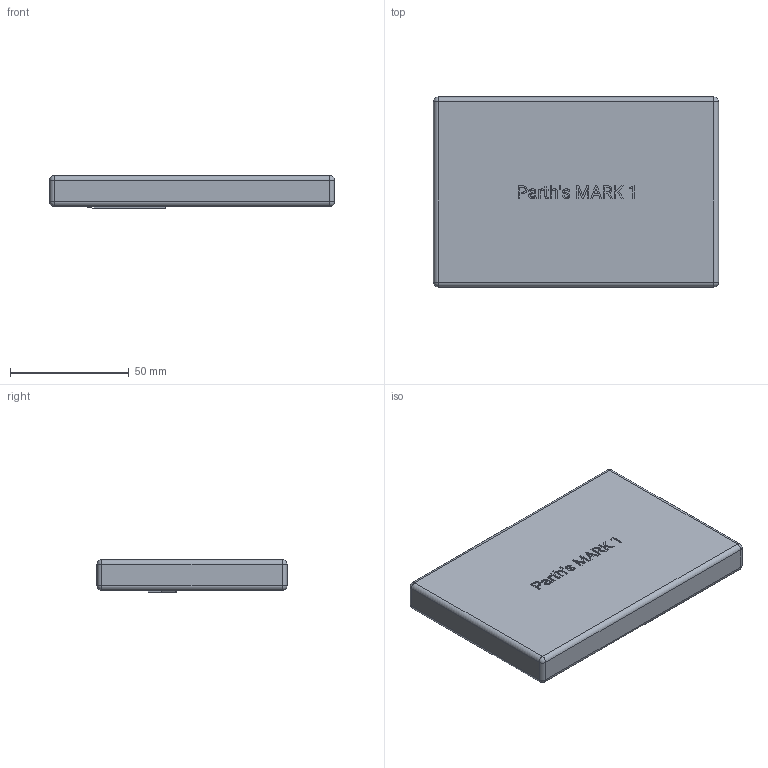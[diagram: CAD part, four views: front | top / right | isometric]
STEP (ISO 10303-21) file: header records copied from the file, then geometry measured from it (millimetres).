
FILE_DESCRIPTION(/* description */ ('STEP AP242 Edition 2','CAx-IF Rec.Pracs.---Representation and Presentation of Product Manufacturing Information (PMI)---4.0---2014-10-13','CAx-IF Rec.Pracs.---3D Tessellated Geometry---0.4---2014-09-14','2;1','CAx-IF Rec.Pracs.---User Defined Attributes---1.5---2016-08-15'),/* implementation_level */ '2;1');
FILE_NAME(/* name */ '694bafebb7b30ead00c03660',/* time_stamp */ '2025-12-24T09:18:35Z',/* author */ (''),/* organization */ (''),/* preprocessor_version */ 'ST-DEVELOPER v20',/* originating_system */ 'ONSHAPE BY PTC INC, 1.208',/* authorisation */ ' ');
FILE_SCHEMA (('AP242_MANAGED_MODEL_BASED_3D_ENGINEERING_MIM_LF { 1 0 10303 442 3 1 4 }'));
Length unit declared in the file: metre
Products named in the file (4): Assembly 1; OLED_0.91_128x32; Parth's Hackpad_PCB; Part 1
Assembly tree (2 placements, depth 2):
  Assembly 1
    OLED_0.91_128x32
    Part 1
  Parth's Hackpad_PCB
Bounding box: 120 x 80 x 13.83 mm (x, y, z)
Volume: 96128.8 mm3; surface area: 36771 mm2
Topology: 3 solids, 3 shells, 584 faces, 1596 edges, 1044 vertices
Faces by surface type: plane 285, cylinder 149, bspline 130, sphere 20
Full cylindrical faces by diameter (mm): 0.3 x11, 0.889 x14, 1 x13, 1.5 x8, 1.7 x8, 2 x8, 4 x4
Entity records: 19394 total; most frequent: CARTESIAN_POINT 4854, ORIENTED_EDGE 3020, DIRECTION 2432, EDGE_CURVE 1510, VERTEX_POINT 1040, LINE 872, VECTOR 872, EDGE_LOOP 812
